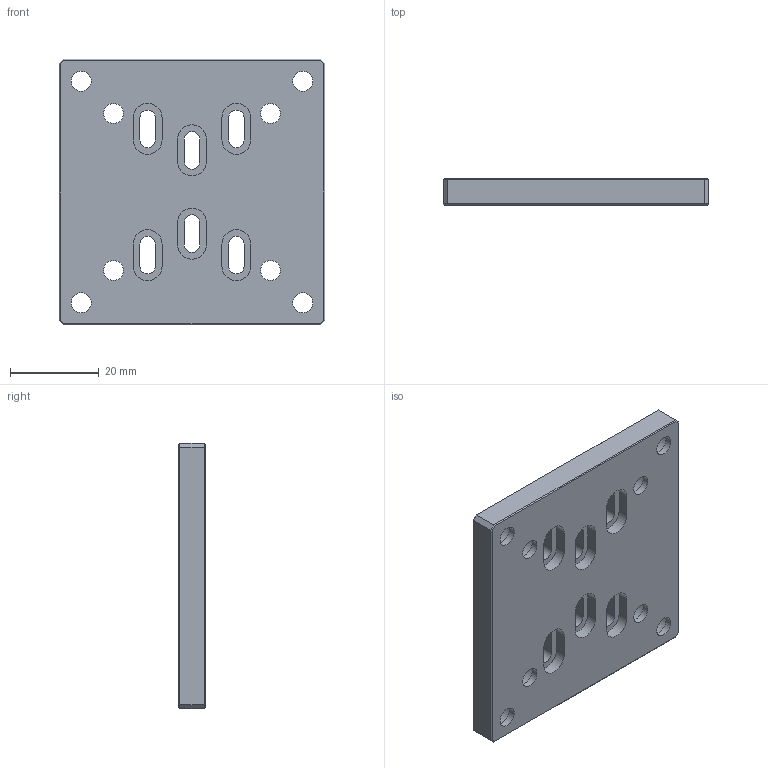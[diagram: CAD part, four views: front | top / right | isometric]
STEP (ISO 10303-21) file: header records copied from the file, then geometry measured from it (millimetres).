
FILE_DESCRIPTION (( 'STEP AP203' ), '1' );
FILE_NAME ('60-60-6-D-蛌諉啣 -.STEP', '2025-05-19T06:54:00', ( 'Windows User' ), ( 'P R C' ), 'SwSTEP 2.0', 'SolidWorks 2020', '' );
FILE_SCHEMA (( 'CONFIG_CONTROL_DESIGN' ));
Length unit declared in the file: millimetre
Products named in the file (1): 60-60-6-D-蛌諉啣 -
Bounding box: 60 x 6 x 60 mm (x, y, z)
Volume: 18237.1 mm3; surface area: 9887.3 mm2
Topology: 1 solids, 1 shells, 104 faces, 248 edges, 160 vertices
Faces by surface type: plane 64, cylinder 40
Full cylindrical faces by diameter (mm): 4.5 x8, 7.5 x8
Entity records: 3057 total; most frequent: DIRECTION 522, CARTESIAN_POINT 497, ORIENTED_EDGE 464, EDGE_CURVE 232, AXIS2_PLACEMENT_3D 185, EDGE_LOOP 162, VERTEX_POINT 160, LINE 152
